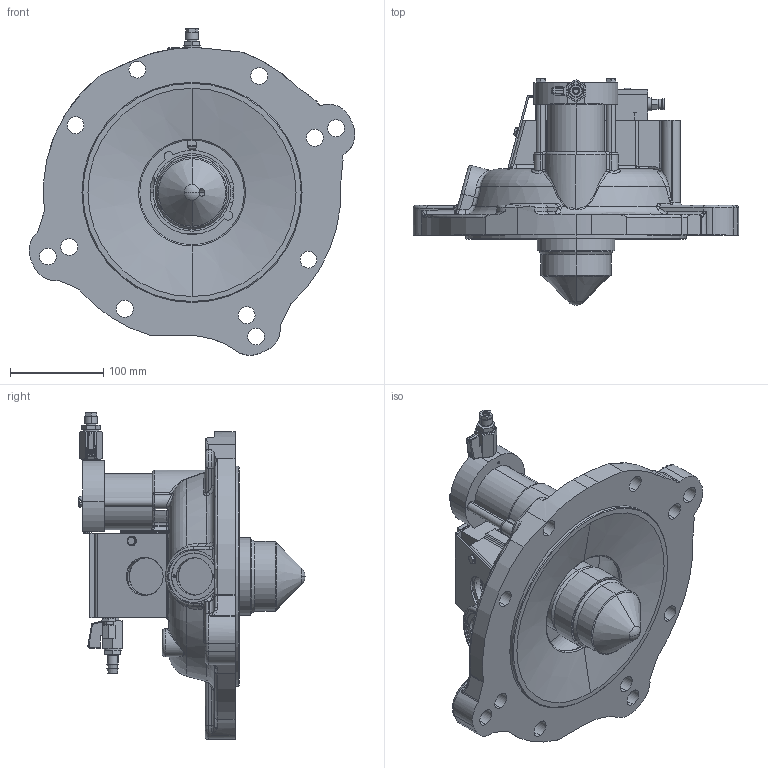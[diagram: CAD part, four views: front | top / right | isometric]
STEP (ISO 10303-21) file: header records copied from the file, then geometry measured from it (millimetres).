
FILE_DESCRIPTION (( 'STEP AP214' ), '1' );
FILE_NAME ('FHPE_23697.STEP', '2013-07-30T10:53:10', ( 'Admin2' ), ( '' ), 'SwSTEP 2.0', 'SolidWorks 2010', '' );
FILE_SCHEMA (( 'AUTOMOTIVE_DESIGN' ));
Length unit declared in the file: millimetre
Products named in the file (1): FHPE_23697
Bounding box: 349.09 x 242.3 x 350.08 mm (x, y, z)
Surface area: 422866.2 mm2 (no closed solid volume)
Topology: 0 solids, 63 shells, 886 faces, 2611 edges, 1725 vertices
Faces by surface type: cylinder 289, plane 274, bspline 119, torus 104, cone 91, sphere 9
Entity records: 47219 total; most frequent: CARTESIAN_POINT 15104, DIRECTION 4573, ORIENTED_EDGE 4396, EDGE_CURVE 2586, AXIS2_PLACEMENT_3D 1816, VERTEX_POINT 1725, CIRCLE 1048, EDGE_LOOP 1023
